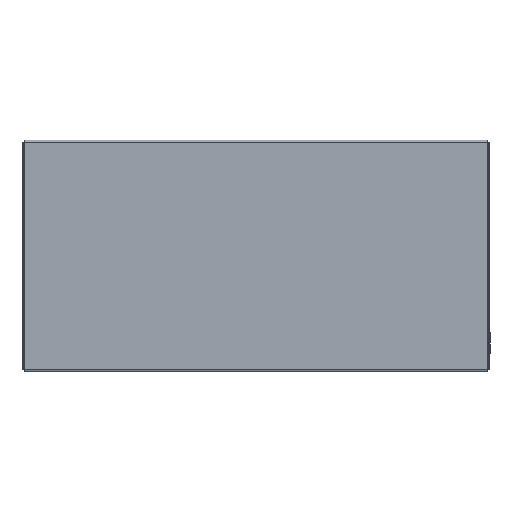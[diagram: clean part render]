
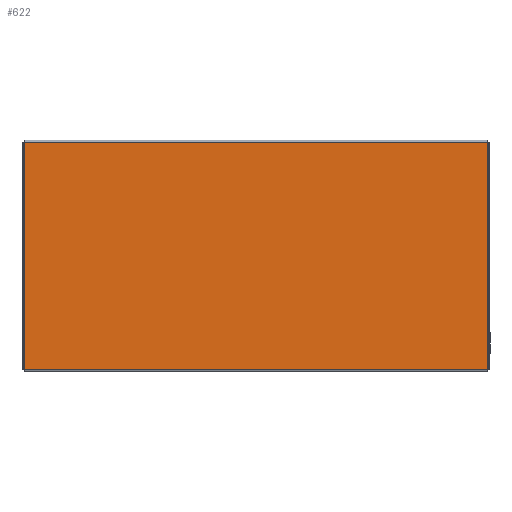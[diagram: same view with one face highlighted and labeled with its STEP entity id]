
A CAD part, front view. The second image highlights one B-rep face of the part: STEP entity #622.
In plain terms, the highlighted planar face has unit normal (0, -1, 0).
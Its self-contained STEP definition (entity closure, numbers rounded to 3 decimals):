
#33 = CARTESIAN_POINT ( 'NONE',  ( -219.8, -1.2, -107.8 ) ) ;
#89 = CARTESIAN_POINT ( 'NONE',  ( 219.8, -1.2, 108. ) ) ;
#202 = VECTOR ( 'NONE', #1985, 1000. ) ;
#219 = VECTOR ( 'NONE', #2392, 1000. ) ;
#351 = EDGE_LOOP ( 'NONE', ( #843, #905, #1887, #636 ) ) ;
#522 = LINE ( 'NONE', #1180, #202 ) ;
#607 = LINE ( 'NONE', #1430, #942 ) ;
#622 = ADVANCED_FACE ( 'NONE', ( #735 ), #1501, .F. ) ;
#636 = ORIENTED_EDGE ( 'NONE', *, *, #2041, .F. ) ;
#701 = DIRECTION ( 'NONE',  ( 0., 1., 0. ) ) ;
#731 = LINE ( 'NONE', #89, #1806 ) ;
#735 = FACE_OUTER_BOUND ( 'NONE', #351, .T. ) ;
#813 = DIRECTION ( 'NONE',  ( 0., 0., 1. ) ) ;
#843 = ORIENTED_EDGE ( 'NONE', *, *, #976, .T. ) ;
#887 = CARTESIAN_POINT ( 'NONE',  ( 0., -1.2, 0. ) ) ;
#905 = ORIENTED_EDGE ( 'NONE', *, *, #1642, .F. ) ;
#942 = VECTOR ( 'NONE', #813, 1000. ) ;
#975 = CARTESIAN_POINT ( 'NONE',  ( 219.8, -1.2, -107.8 ) ) ;
#976 = EDGE_CURVE ( 'NONE', #1703, #1856, #2337, .T. ) ;
#1024 = CARTESIAN_POINT ( 'NONE',  ( -219.8, -1.2, 107.8 ) ) ;
#1180 = CARTESIAN_POINT ( 'NONE',  ( 219.8, -1.2, 107.8 ) ) ;
#1430 = CARTESIAN_POINT ( 'NONE',  ( -219.8, -1.2, -108. ) ) ;
#1501 = PLANE ( 'NONE',  #1545 ) ;
#1545 = AXIS2_PLACEMENT_3D ( 'NONE', #887, #701, #1888 ) ;
#1642 = EDGE_CURVE ( 'NONE', #1853, #1856, #731, .T. ) ;
#1703 = VERTEX_POINT ( 'NONE', #2313 ) ;
#1806 = VECTOR ( 'NONE', #1847, 1000. ) ;
#1847 = DIRECTION ( 'NONE',  ( 0., 0., -1. ) ) ;
#1853 = VERTEX_POINT ( 'NONE', #1969 ) ;
#1856 = VERTEX_POINT ( 'NONE', #975 ) ;
#1887 = ORIENTED_EDGE ( 'NONE', *, *, #2502, .T. ) ;
#1888 = DIRECTION ( 'NONE',  ( 0., 0., 1. ) ) ;
#1969 = CARTESIAN_POINT ( 'NONE',  ( 219.8, -1.2, 107.8 ) ) ;
#1981 = VERTEX_POINT ( 'NONE', #1024 ) ;
#1985 = DIRECTION ( 'NONE',  ( -1., 0., 0. ) ) ;
#2041 = EDGE_CURVE ( 'NONE', #1703, #1981, #607, .T. ) ;
#2313 = CARTESIAN_POINT ( 'NONE',  ( -219.8, -1.2, -107.8 ) ) ;
#2337 = LINE ( 'NONE', #33, #219 ) ;
#2392 = DIRECTION ( 'NONE',  ( 1., 0., 0. ) ) ;
#2502 = EDGE_CURVE ( 'NONE', #1853, #1981, #522, .T. ) ;
